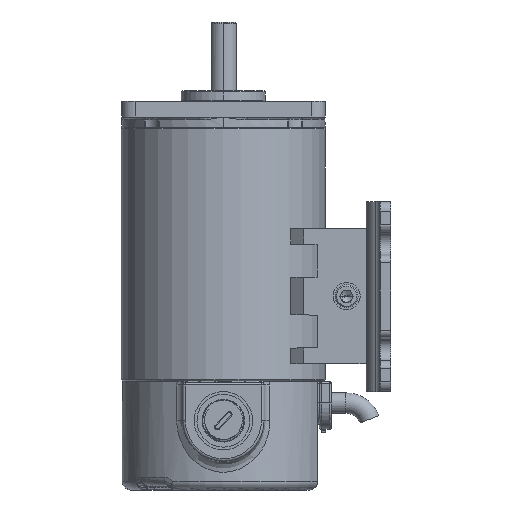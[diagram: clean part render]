
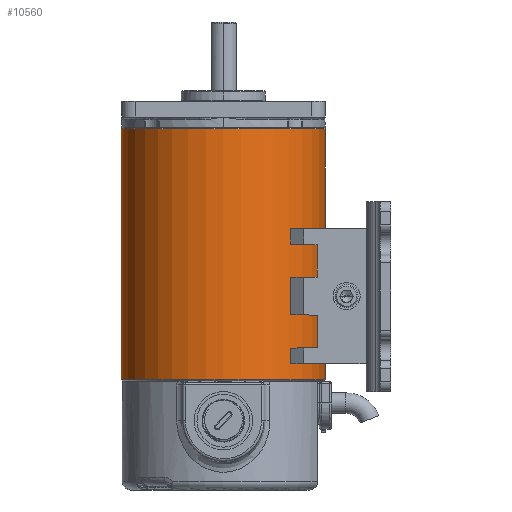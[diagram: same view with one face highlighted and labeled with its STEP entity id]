
A CAD part, left-side view. The second image highlights one B-rep face of the part: STEP entity #10560.
In plain terms, the highlighted cylindrical face has radius 30.671 mm (diameter 61.341 mm), a partial arc.
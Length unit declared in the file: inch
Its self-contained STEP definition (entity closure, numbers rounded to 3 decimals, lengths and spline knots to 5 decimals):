
#378 = DIRECTION ( 'NONE',  ( 0., 1., 0. ) ) ;
#380 = DIRECTION ( 'NONE',  ( 0., 0., -1. ) ) ;
#381 = CARTESIAN_POINT ( 'NONE',  ( 0., 0., -0.015 ) ) ;
#3019 = CIRCLE ( 'NONE', #5479, 1.2075 ) ;
#3144 = VECTOR ( 'NONE', #10243, 39.37008 ) ;
#3378 = LINE ( 'NONE', #10245, #3144 ) ;
#5479 = AXIS2_PLACEMENT_3D ( 'NONE', #381, #380, #378 ) ;
#9610 = AXIS2_PLACEMENT_3D ( 'NONE', #19996, #19995, #19994 ) ;
#10243 = DIRECTION ( 'NONE',  ( 0., 0., -1. ) ) ;
#10245 = CARTESIAN_POINT ( 'NONE',  ( 0., -1.2075, -3. ) ) ;
#10560 = ADVANCED_FACE ( 'NONE', ( #21864 ), #21831, .T. ) ;
#16636 = CARTESIAN_POINT ( 'NONE',  ( 0., 1.2075, -2.985 ) ) ;
#16642 = CARTESIAN_POINT ( 'NONE',  ( 0., -1.2075, -0.015 ) ) ;
#16647 = CARTESIAN_POINT ( 'NONE',  ( 0., -1.2075, -2.985 ) ) ;
#16670 = CARTESIAN_POINT ( 'NONE',  ( 0., 1.2075, -0.015 ) ) ;
#17506 = ORIENTED_EDGE ( 'NONE', *, *, #25044, .T. ) ;
#17535 = ORIENTED_EDGE ( 'NONE', *, *, #32167, .T. ) ;
#17544 = ORIENTED_EDGE ( 'NONE', *, *, #25171, .F. ) ;
#17566 = ORIENTED_EDGE ( 'NONE', *, *, #31806, .F. ) ;
#18594 = CIRCLE ( 'NONE', #9610, 1.2075 ) ;
#19282 = VERTEX_POINT ( 'NONE', #16670 ) ;
#19312 = VERTEX_POINT ( 'NONE', #16647 ) ;
#19316 = VERTEX_POINT ( 'NONE', #16642 ) ;
#19322 = VERTEX_POINT ( 'NONE', #16636 ) ;
#19994 = DIRECTION ( 'NONE',  ( 0., 1., 0. ) ) ;
#19995 = DIRECTION ( 'NONE',  ( 0., 0., -1. ) ) ;
#19996 = CARTESIAN_POINT ( 'NONE',  ( 0., 0., -2.985 ) ) ;
#20447 = CARTESIAN_POINT ( 'NONE',  ( 0., 0., -3. ) ) ;
#20452 = DIRECTION ( 'NONE',  ( 0., 0., -1. ) ) ;
#20473 = DIRECTION ( 'NONE',  ( 0., 1., 0. ) ) ;
#20982 = CARTESIAN_POINT ( 'NONE',  ( 0., 1.2075, -3. ) ) ;
#21023 = DIRECTION ( 'NONE',  ( 0., 0., -1. ) ) ;
#21831 = CYLINDRICAL_SURFACE ( 'NONE', #26563, 1.2075 ) ;
#21864 = FACE_OUTER_BOUND ( 'NONE', #24276, .T. ) ;
#22708 = VECTOR ( 'NONE', #21023, 39.37008 ) ;
#22718 = LINE ( 'NONE', #20982, #22708 ) ;
#24276 = EDGE_LOOP ( 'NONE', ( #17566, #17535, #17506, #17544 ) ) ;
#25044 = EDGE_CURVE ( 'NONE', #19282, #19322, #22718, .T. ) ;
#25171 = EDGE_CURVE ( 'NONE', #19312, #19322, #18594, .T. ) ;
#26563 = AXIS2_PLACEMENT_3D ( 'NONE', #20447, #20452, #20473 ) ;
#31806 = EDGE_CURVE ( 'NONE', #19316, #19312, #3378, .T. ) ;
#32167 = EDGE_CURVE ( 'NONE', #19316, #19282, #3019, .T. ) ;
